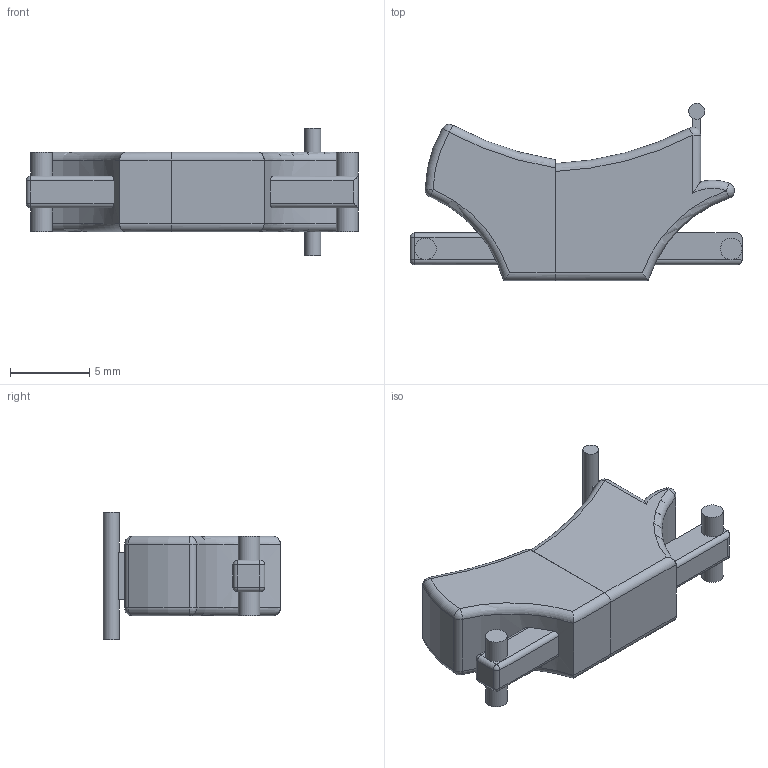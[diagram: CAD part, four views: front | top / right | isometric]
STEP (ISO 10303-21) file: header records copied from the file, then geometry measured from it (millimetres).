
FILE_DESCRIPTION(/* description */ (''),/* implementation_level */ '2;1');
FILE_NAME(/* name */ 'Ensamblaje1.stp',/* time_stamp */ '2025-01-19T16:32:49-05:00',/* author */ ('usuario'),/* organization */ (''),/* preprocessor_version */ 'ST-DEVELOPER v20',/* originating_system */ 'Autodesk Inventor 2025',/* authorisation */ '');
FILE_SCHEMA (('AUTOMOTIVE_DESIGN { 1 0 10303 214 3 1 1 }'));
Length unit declared in the file: millimetre
Products named in the file (3): Ensamblaje1; Moto; Moto_1
Assembly tree (2 placements, depth 2):
  Ensamblaje1
    Moto
    Moto_1
Bounding box: 20.9 x 11.16 x 8 mm (x, y, z)
Volume: 660 mm3; surface area: 681.7 mm2
Topology: 2 solids, 2 shells, 85 faces, 184 edges, 107 vertices
Faces by surface type: cylinder 33, plane 28, torus 12, sphere 12
Full cylindrical faces by diameter (mm): 1 x1, 1.36 x4
Entity records: 2582 total; most frequent: CARTESIAN_POINT 557, DIRECTION 436, ORIENTED_EDGE 368, EDGE_CURVE 184, AXIS2_PLACEMENT_3D 178, VERTEX_POINT 106, EDGE_LOOP 88, CIRCLE 86
